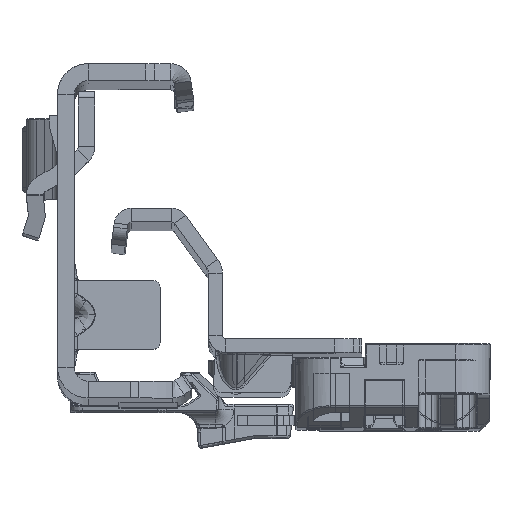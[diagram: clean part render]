
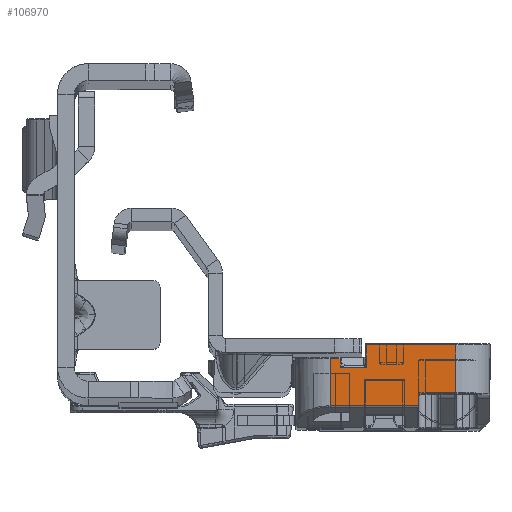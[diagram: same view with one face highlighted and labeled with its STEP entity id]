
A CAD part, top view. The second image highlights one B-rep face of the part: STEP entity #106970.
In plain terms, the highlighted face is planar.
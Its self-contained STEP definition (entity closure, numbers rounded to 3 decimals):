
#776 = CARTESIAN_POINT ( 'NONE',  ( 4.6, 0.1, -284.5 ) ) ;
#1227 = EDGE_CURVE ( 'NONE', #16408, #25730, #90091, .T. ) ;
#1285 = VECTOR ( 'NONE', #76265, 1000. ) ;
#1839 = VERTEX_POINT ( 'NONE', #87358 ) ;
#7247 = EDGE_CURVE ( 'NONE', #65675, #30074, #95156, .T. ) ;
#10025 = DIRECTION ( 'NONE',  ( 1., 0., 0. ) ) ;
#10453 = VERTEX_POINT ( 'NONE', #98952 ) ;
#12801 = CARTESIAN_POINT ( 'NONE',  ( -8.3, -6.669, -284.5 ) ) ;
#12826 = DIRECTION ( 'NONE',  ( 1., 0., 0. ) ) ;
#14122 = DIRECTION ( 'NONE',  ( 0., -1., 0. ) ) ;
#16408 = VERTEX_POINT ( 'NONE', #60176 ) ;
#16740 = EDGE_LOOP ( 'NONE', ( #116468, #82539, #115908, #105490, #82431, #85788, #76823, #50721, #19665, #107113, #83274, #107118 ) ) ;
#17317 = CARTESIAN_POINT ( 'NONE',  ( -0.75, 2.1, -284.5 ) ) ;
#19665 = ORIENTED_EDGE ( 'NONE', *, *, #123883, .F. ) ;
#22457 = CARTESIAN_POINT ( 'NONE',  ( 3.15, -1.15, -284.5 ) ) ;
#23974 = CARTESIAN_POINT ( 'NONE',  ( -8.3, -6.785, -284.5 ) ) ;
#25000 = EDGE_CURVE ( 'NONE', #47605, #63720, #125822, .T. ) ;
#25730 = VERTEX_POINT ( 'NONE', #106792 ) ;
#27948 = CARTESIAN_POINT ( 'NONE',  ( -13.7, 2., -284.5 ) ) ;
#28160 = VECTOR ( 'NONE', #14122, 1000. ) ;
#28564 = VECTOR ( 'NONE', #50441, 1000. ) ;
#30074 = VERTEX_POINT ( 'NONE', #22457 ) ;
#33732 = AXIS2_PLACEMENT_3D ( 'NONE', #57041, #46749, #10025 ) ;
#34026 = CARTESIAN_POINT ( 'NONE',  ( 19.8, -1.15, -284.5 ) ) ;
#34305 = DIRECTION ( 'NONE',  ( 1., 0., 0. ) ) ;
#35137 = LINE ( 'NONE', #123947, #102883 ) ;
#35249 = DIRECTION ( 'NONE',  ( 0., -1., 0. ) ) ;
#35366 = CARTESIAN_POINT ( 'NONE',  ( -0.75, -0.9, -284.5 ) ) ;
#35470 = VECTOR ( 'NONE', #12826, 1000. ) ;
#38576 = EDGE_CURVE ( 'NONE', #10453, #1839, #35137, .T. ) ;
#41197 = CARTESIAN_POINT ( 'NONE',  ( -8.3, -5., -284.5 ) ) ;
#44269 = CARTESIAN_POINT ( 'NONE',  ( -8.3, 0., -284.5 ) ) ;
#46749 = DIRECTION ( 'NONE',  ( 0., 0., 1. ) ) ;
#47605 = VERTEX_POINT ( 'NONE', #105342 ) ;
#47842 = CARTESIAN_POINT ( 'NONE',  ( 3.15, 0.1, -284.5 ) ) ;
#48805 = VERTEX_POINT ( 'NONE', #87735 ) ;
#50441 = DIRECTION ( 'NONE',  ( 0., 1., 0. ) ) ;
#50721 = ORIENTED_EDGE ( 'NONE', *, *, #1227, .T. ) ;
#50982 = AXIS2_PLACEMENT_3D ( 'NONE', #123125, #93533, #34305 ) ;
#51693 = LINE ( 'NONE', #119949, #94432 ) ;
#51731 = CARTESIAN_POINT ( 'NONE',  ( 3.15, 0.1, -284.5 ) ) ;
#53286 =( BOUNDED_CURVE ( )  B_SPLINE_CURVE ( 3, ( #110653, #92023, #119058, #12801 ),
 .UNSPECIFIED., .F., .F. ) 
 B_SPLINE_CURVE_WITH_KNOTS ( ( 4, 4 ),
 ( 1.047, 1.571 ),
 .UNSPECIFIED. ) 
 CURVE ( )  GEOMETRIC_REPRESENTATION_ITEM ( )  RATIONAL_B_SPLINE_CURVE ( ( 1., 0.977, 0.977, 1. ) ) 
 REPRESENTATION_ITEM ( '' )  );
#53648 = EDGE_CURVE ( 'NONE', #63720, #112527, #51693, .T. ) ;
#57041 = CARTESIAN_POINT ( 'NONE',  ( 19.8, 2.6, -284.5 ) ) ;
#60176 = CARTESIAN_POINT ( 'NONE',  ( -8.3, -5.2, -284.5 ) ) ;
#62425 = LINE ( 'NONE', #35366, #28160 ) ;
#63237 = LINE ( 'NONE', #23974, #122912 ) ;
#63562 = FACE_OUTER_BOUND ( 'NONE', #16740, .T. ) ;
#63720 = VERTEX_POINT ( 'NONE', #72283 ) ;
#64895 = DIRECTION ( 'NONE',  ( 1., 0., 0. ) ) ;
#65675 = VERTEX_POINT ( 'NONE', #79028 ) ;
#70355 = DIRECTION ( 'NONE',  ( -1., 0., 0. ) ) ;
#72283 = CARTESIAN_POINT ( 'NONE',  ( -13.7, 2.1, -284.5 ) ) ;
#74387 = DIRECTION ( 'NONE',  ( 0., 1., 0. ) ) ;
#76265 = DIRECTION ( 'NONE',  ( 0., 1., 0. ) ) ;
#76823 = ORIENTED_EDGE ( 'NONE', *, *, #112804, .F. ) ;
#79028 = CARTESIAN_POINT ( 'NONE',  ( -0.75, -1.15, -284.5 ) ) ;
#80415 = VECTOR ( 'NONE', #108270, 1000. ) ;
#82048 = EDGE_CURVE ( 'NONE', #30074, #124806, #110937, .T. ) ;
#82431 = ORIENTED_EDGE ( 'NONE', *, *, #112071, .T. ) ;
#82539 = ORIENTED_EDGE ( 'NONE', *, *, #82048, .T. ) ;
#83274 = ORIENTED_EDGE ( 'NONE', *, *, #53648, .T. ) ;
#85788 = ORIENTED_EDGE ( 'NONE', *, *, #122958, .T. ) ;
#87358 = CARTESIAN_POINT ( 'NONE',  ( 4.6, 0.1, -284.5 ) ) ;
#87735 = CARTESIAN_POINT ( 'NONE',  ( -8.3, -6.669, -284.5 ) ) ;
#89650 = VECTOR ( 'NONE', #64895, 1000. ) ;
#90091 = CIRCLE ( 'NONE', #50982, 0.2 ) ;
#90131 = LINE ( 'NONE', #41197, #35470 ) ;
#92023 = CARTESIAN_POINT ( 'NONE',  ( -8.291, -6.749, -284.5 ) ) ;
#93533 = DIRECTION ( 'NONE',  ( 0., 0., 1. ) ) ;
#94247 = EDGE_CURVE ( 'NONE', #124806, #1839, #98020, .T. ) ;
#94432 = VECTOR ( 'NONE', #108343, 1000. ) ;
#95110 = LINE ( 'NONE', #44269, #102428 ) ;
#95156 = LINE ( 'NONE', #34026, #89650 ) ;
#98020 = LINE ( 'NONE', #776, #80415 ) ;
#98952 = CARTESIAN_POINT ( 'NONE',  ( 4.6, -6.785, -284.5 ) ) ;
#102428 = VECTOR ( 'NONE', #35249, 1000. ) ;
#102883 = VECTOR ( 'NONE', #74387, 1000. ) ;
#105342 = CARTESIAN_POINT ( 'NONE',  ( -13.7, -5., -284.5 ) ) ;
#105490 = ORIENTED_EDGE ( 'NONE', *, *, #38576, .F. ) ;
#106792 = CARTESIAN_POINT ( 'NONE',  ( -8.5, -5., -284.5 ) ) ;
#106970 = ADVANCED_FACE ( 'NONE', ( #63562 ), #125938, .F. ) ;
#107113 = ORIENTED_EDGE ( 'NONE', *, *, #25000, .T. ) ;
#107118 = ORIENTED_EDGE ( 'NONE', *, *, #111446, .T. ) ;
#108270 = DIRECTION ( 'NONE',  ( 1., 0., 0. ) ) ;
#108343 = DIRECTION ( 'NONE',  ( 1., 0., 0. ) ) ;
#110653 = CARTESIAN_POINT ( 'NONE',  ( -8.273, -6.785, -284.5 ) ) ;
#110937 = LINE ( 'NONE', #51731, #28564 ) ;
#111446 = EDGE_CURVE ( 'NONE', #112527, #65675, #62425, .T. ) ;
#112071 = EDGE_CURVE ( 'NONE', #10453, #120472, #63237, .T. ) ;
#112527 = VERTEX_POINT ( 'NONE', #17317 ) ;
#112804 = EDGE_CURVE ( 'NONE', #16408, #48805, #95110, .T. ) ;
#114688 = CARTESIAN_POINT ( 'NONE',  ( -8.273, -6.785, -284.5 ) ) ;
#115908 = ORIENTED_EDGE ( 'NONE', *, *, #94247, .T. ) ;
#116468 = ORIENTED_EDGE ( 'NONE', *, *, #7247, .T. ) ;
#119058 = CARTESIAN_POINT ( 'NONE',  ( -8.3, -6.71, -284.5 ) ) ;
#119949 = CARTESIAN_POINT ( 'NONE',  ( -0.7, 2.1, -284.5 ) ) ;
#120472 = VERTEX_POINT ( 'NONE', #114688 ) ;
#122912 = VECTOR ( 'NONE', #70355, 1000. ) ;
#122958 = EDGE_CURVE ( 'NONE', #120472, #48805, #53286, .T. ) ;
#123125 = CARTESIAN_POINT ( 'NONE',  ( -8.5, -5.2, -284.5 ) ) ;
#123883 = EDGE_CURVE ( 'NONE', #47605, #25730, #90131, .T. ) ;
#123947 = CARTESIAN_POINT ( 'NONE',  ( 4.6, -242.444, -284.5 ) ) ;
#124806 = VERTEX_POINT ( 'NONE', #47842 ) ;
#125822 = LINE ( 'NONE', #27948, #1285 ) ;
#125938 = PLANE ( 'NONE',  #33732 ) ;
